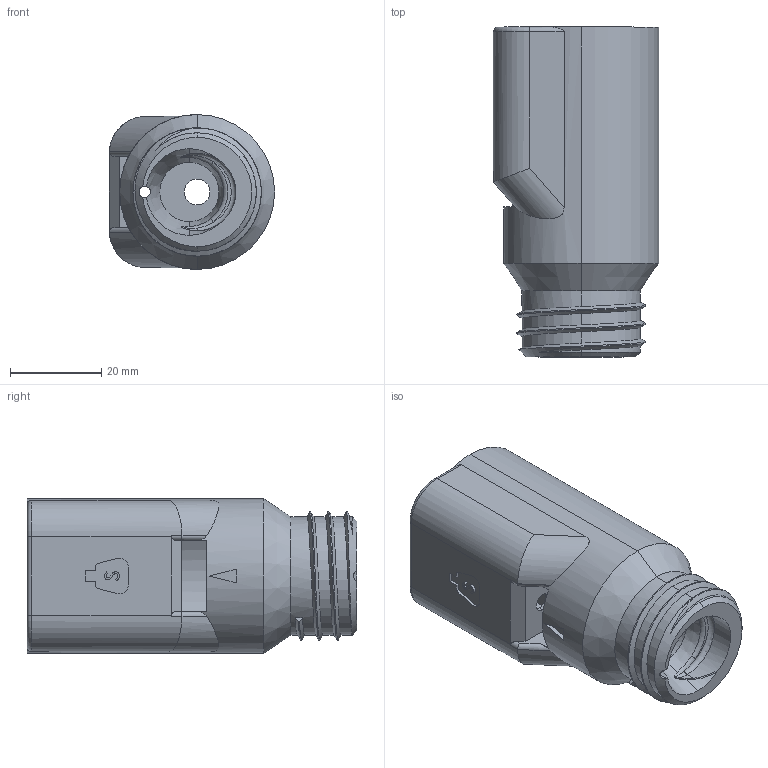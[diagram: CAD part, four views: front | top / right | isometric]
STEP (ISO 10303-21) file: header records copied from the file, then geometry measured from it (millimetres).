
FILE_DESCRIPTION (( 'STEP AP214' ), '1' );
FILE_NAME ('timerV4pcb.STEP', '2025-05-27T17:57:49', ( '' ), ( '' ), 'SwSTEP 2.0', 'SolidWorks 2025', '' );
FILE_SCHEMA (( 'AUTOMOTIVE_DESIGN' ));
Length unit declared in the file: millimetre
Products named in the file (1): timerV4pcb
Bounding box: 36.25 x 72.4 x 34 mm (x, y, z)
Volume: 36790.8 mm3; surface area: 16776.1 mm2
Topology: 1 solids, 1 shells, 146 faces, 382 edges, 245 vertices
Faces by surface type: plane 59, cylinder 49, bspline 22, cone 8, torus 8
Entity records: 6360 total; most frequent: CARTESIAN_POINT 2932, ORIENTED_EDGE 764, DIRECTION 635, EDGE_CURVE 382, VERTEX_POINT 245, AXIS2_PLACEMENT_3D 220, LINE 195, VECTOR 195
